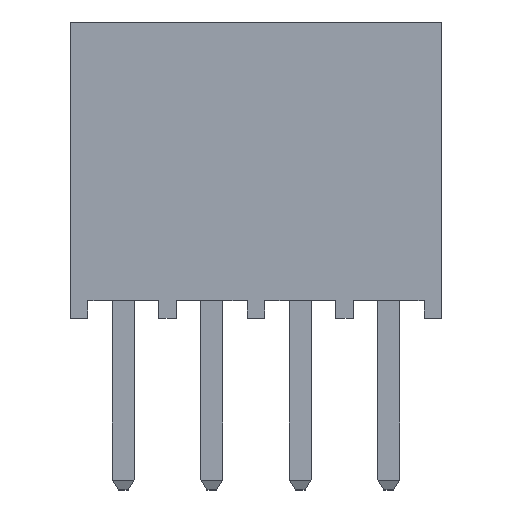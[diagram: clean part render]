
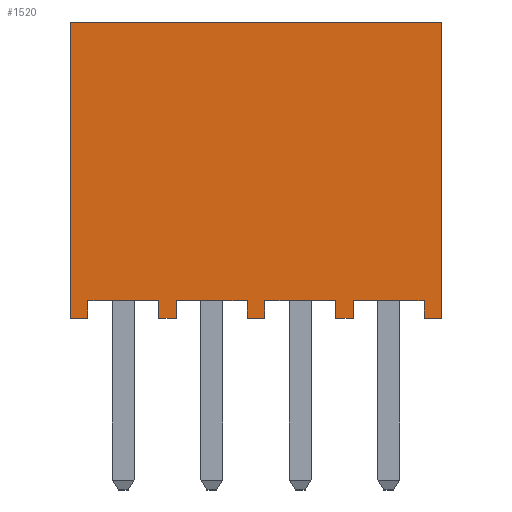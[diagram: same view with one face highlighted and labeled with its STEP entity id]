
A CAD part, top view. The second image highlights one B-rep face of the part: STEP entity #1520.
In plain terms, the highlighted planar face has unit normal (0, 0, 1).
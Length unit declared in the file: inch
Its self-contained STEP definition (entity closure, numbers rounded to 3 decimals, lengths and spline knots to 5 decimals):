
#51=ORIENTED_EDGE('',*,*,#483,.F.);
#52=ORIENTED_EDGE('',*,*,#484,.T.);
#53=ORIENTED_EDGE('',*,*,#485,.F.);
#54=ORIENTED_EDGE('',*,*,#486,.F.);
#55=ORIENTED_EDGE('',*,*,#487,.T.);
#56=ORIENTED_EDGE('',*,*,#488,.T.);
#57=ORIENTED_EDGE('',*,*,#489,.F.);
#58=ORIENTED_EDGE('',*,*,#490,.F.);
#59=ORIENTED_EDGE('',*,*,#491,.F.);
#60=ORIENTED_EDGE('',*,*,#492,.T.);
#61=ORIENTED_EDGE('',*,*,#493,.F.);
#62=ORIENTED_EDGE('',*,*,#494,.F.);
#63=ORIENTED_EDGE('',*,*,#495,.F.);
#64=ORIENTED_EDGE('',*,*,#496,.T.);
#65=ORIENTED_EDGE('',*,*,#497,.F.);
#66=ORIENTED_EDGE('',*,*,#498,.F.);
#67=ORIENTED_EDGE('',*,*,#499,.F.);
#68=ORIENTED_EDGE('',*,*,#500,.T.);
#69=ORIENTED_EDGE('',*,*,#501,.F.);
#70=ORIENTED_EDGE('',*,*,#502,.F.);
#483=EDGE_CURVE('',#699,#700,#843,.T.);
#484=EDGE_CURVE('',#699,#701,#844,.T.);
#485=EDGE_CURVE('',#702,#701,#845,.T.);
#486=EDGE_CURVE('',#703,#702,#846,.T.);
#487=EDGE_CURVE('',#703,#704,#847,.T.);
#488=EDGE_CURVE('',#704,#705,#848,.T.);
#489=EDGE_CURVE('',#706,#705,#849,.T.);
#490=EDGE_CURVE('',#707,#706,#850,.T.);
#491=EDGE_CURVE('',#708,#707,#851,.T.);
#492=EDGE_CURVE('',#708,#709,#852,.T.);
#493=EDGE_CURVE('',#710,#709,#853,.T.);
#494=EDGE_CURVE('',#711,#710,#854,.T.);
#495=EDGE_CURVE('',#712,#711,#855,.T.);
#496=EDGE_CURVE('',#712,#713,#856,.T.);
#497=EDGE_CURVE('',#714,#713,#857,.T.);
#498=EDGE_CURVE('',#715,#714,#858,.T.);
#499=EDGE_CURVE('',#716,#715,#859,.T.);
#500=EDGE_CURVE('',#716,#717,#860,.T.);
#501=EDGE_CURVE('',#718,#717,#861,.T.);
#502=EDGE_CURVE('',#700,#718,#862,.T.);
#699=VERTEX_POINT('',#2133);
#700=VERTEX_POINT('',#2134);
#701=VERTEX_POINT('',#2136);
#702=VERTEX_POINT('',#2138);
#703=VERTEX_POINT('',#2140);
#704=VERTEX_POINT('',#2142);
#705=VERTEX_POINT('',#2144);
#706=VERTEX_POINT('',#2146);
#707=VERTEX_POINT('',#2148);
#708=VERTEX_POINT('',#2150);
#709=VERTEX_POINT('',#2152);
#710=VERTEX_POINT('',#2154);
#711=VERTEX_POINT('',#2156);
#712=VERTEX_POINT('',#2158);
#713=VERTEX_POINT('',#2160);
#714=VERTEX_POINT('',#2162);
#715=VERTEX_POINT('',#2164);
#716=VERTEX_POINT('',#2166);
#717=VERTEX_POINT('',#2168);
#718=VERTEX_POINT('',#2170);
#843=LINE('',#2132,#1059);
#844=LINE('',#2135,#1060);
#845=LINE('',#2137,#1061);
#846=LINE('',#2139,#1062);
#847=LINE('',#2141,#1063);
#848=LINE('',#2143,#1064);
#849=LINE('',#2145,#1065);
#850=LINE('',#2147,#1066);
#851=LINE('',#2149,#1067);
#852=LINE('',#2151,#1068);
#853=LINE('',#2153,#1069);
#854=LINE('',#2155,#1070);
#855=LINE('',#2157,#1071);
#856=LINE('',#2159,#1072);
#857=LINE('',#2161,#1073);
#858=LINE('',#2163,#1074);
#859=LINE('',#2165,#1075);
#860=LINE('',#2167,#1076);
#861=LINE('',#2169,#1077);
#862=LINE('',#2171,#1078);
#1059=VECTOR('',#1733,39.37008);
#1060=VECTOR('',#1734,39.37008);
#1061=VECTOR('',#1735,39.37008);
#1062=VECTOR('',#1736,39.37008);
#1063=VECTOR('',#1737,39.37008);
#1064=VECTOR('',#1738,39.37008);
#1065=VECTOR('',#1739,39.37008);
#1066=VECTOR('',#1740,39.37008);
#1067=VECTOR('',#1741,39.37008);
#1068=VECTOR('',#1742,39.37008);
#1069=VECTOR('',#1743,39.37008);
#1070=VECTOR('',#1744,39.37008);
#1071=VECTOR('',#1745,39.37008);
#1072=VECTOR('',#1746,39.37008);
#1073=VECTOR('',#1747,39.37008);
#1074=VECTOR('',#1748,39.37008);
#1075=VECTOR('',#1749,39.37008);
#1076=VECTOR('',#1750,39.37008);
#1077=VECTOR('',#1751,39.37008);
#1078=VECTOR('',#1752,39.37008);
#1256=EDGE_LOOP('',(#51,#52,#53,#54,#55,#56,#57,#58,#59,#60,#61,#62,#63,
#64,#65,#66,#67,#68,#69,#70));
#1348=FACE_BOUND('',#1256,.T.);
#1440=PLANE('',#1626);
#1520=ADVANCED_FACE('',(#1348),#1440,.F.);
#1626=AXIS2_PLACEMENT_3D('',#2131,#1731,#1732);
#1731=DIRECTION('',(0.,0.,-1.));
#1732=DIRECTION('',(-1.,0.,0.));
#1733=DIRECTION('',(0.,1.,0.));
#1734=DIRECTION('',(1.,0.,0.));
#1735=DIRECTION('',(0.,-1.,0.));
#1736=DIRECTION('',(1.,0.,0.));
#1737=DIRECTION('',(0.,-1.,0.));
#1738=DIRECTION('',(1.,0.,0.));
#1739=DIRECTION('',(0.,-1.,0.));
#1740=DIRECTION('',(-1.,0.,0.));
#1741=DIRECTION('',(0.,1.,0.));
#1742=DIRECTION('',(1.,0.,0.));
#1743=DIRECTION('',(0.,-1.,0.));
#1744=DIRECTION('',(-1.,0.,0.));
#1745=DIRECTION('',(0.,1.,0.));
#1746=DIRECTION('',(1.,0.,0.));
#1747=DIRECTION('',(0.,-1.,0.));
#1748=DIRECTION('',(-1.,0.,0.));
#1749=DIRECTION('',(0.,1.,0.));
#1750=DIRECTION('',(1.,0.,0.));
#1751=DIRECTION('',(0.,-1.,0.));
#1752=DIRECTION('',(-1.,0.,0.));
#2131=CARTESIAN_POINT('',(-0.21,0.335,0.0475));
#2132=CARTESIAN_POINT('',(0.19,0.335,0.0475));
#2133=CARTESIAN_POINT('',(0.19,0.,0.0475));
#2134=CARTESIAN_POINT('',(0.19,0.02,0.0475));
#2135=CARTESIAN_POINT('',(-0.21,0.,0.0475));
#2136=CARTESIAN_POINT('',(0.21,0.,0.0475));
#2137=CARTESIAN_POINT('',(0.21,0.335,0.0475));
#2138=CARTESIAN_POINT('',(0.21,0.335,0.0475));
#2139=CARTESIAN_POINT('',(-0.21,0.335,0.0475));
#2140=CARTESIAN_POINT('',(-0.21,0.335,0.0475));
#2141=CARTESIAN_POINT('',(-0.21,0.335,0.0475));
#2142=CARTESIAN_POINT('',(-0.21,0.,0.0475));
#2143=CARTESIAN_POINT('',(-0.21,0.,0.0475));
#2144=CARTESIAN_POINT('',(-0.19,0.,0.0475));
#2145=CARTESIAN_POINT('',(-0.19,0.335,0.0475));
#2146=CARTESIAN_POINT('',(-0.19,0.02,0.0475));
#2147=CARTESIAN_POINT('',(-0.21,0.02,0.0475));
#2148=CARTESIAN_POINT('',(-0.11,0.02,0.0475));
#2149=CARTESIAN_POINT('',(-0.11,0.335,0.0475));
#2150=CARTESIAN_POINT('',(-0.11,0.,0.0475));
#2151=CARTESIAN_POINT('',(-0.21,0.,0.0475));
#2152=CARTESIAN_POINT('',(-0.09,0.,0.0475));
#2153=CARTESIAN_POINT('',(-0.09,0.335,0.0475));
#2154=CARTESIAN_POINT('',(-0.09,0.02,0.0475));
#2155=CARTESIAN_POINT('',(-0.21,0.02,0.0475));
#2156=CARTESIAN_POINT('',(-0.01,0.02,0.0475));
#2157=CARTESIAN_POINT('',(-0.01,0.335,0.0475));
#2158=CARTESIAN_POINT('',(-0.01,0.,0.0475));
#2159=CARTESIAN_POINT('',(-0.21,0.,0.0475));
#2160=CARTESIAN_POINT('',(0.01,0.,0.0475));
#2161=CARTESIAN_POINT('',(0.01,0.335,0.0475));
#2162=CARTESIAN_POINT('',(0.01,0.02,0.0475));
#2163=CARTESIAN_POINT('',(-0.21,0.02,0.0475));
#2164=CARTESIAN_POINT('',(0.09,0.02,0.0475));
#2165=CARTESIAN_POINT('',(0.09,0.335,0.0475));
#2166=CARTESIAN_POINT('',(0.09,0.,0.0475));
#2167=CARTESIAN_POINT('',(-0.21,0.,0.0475));
#2168=CARTESIAN_POINT('',(0.11,0.,0.0475));
#2169=CARTESIAN_POINT('',(0.11,0.335,0.0475));
#2170=CARTESIAN_POINT('',(0.11,0.02,0.0475));
#2171=CARTESIAN_POINT('',(-0.21,0.02,0.0475));
